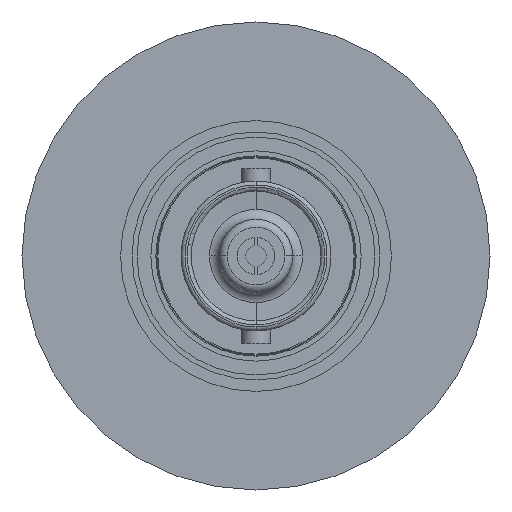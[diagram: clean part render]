
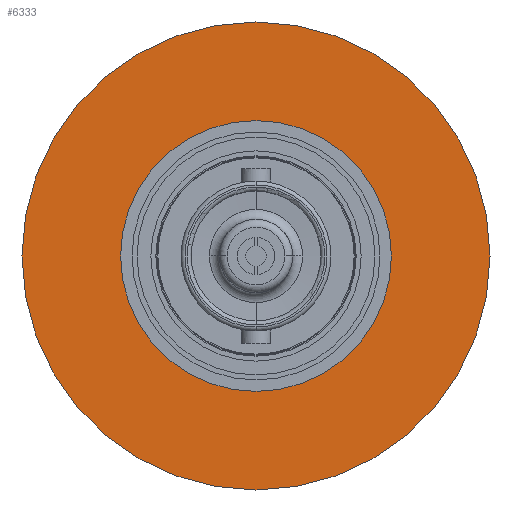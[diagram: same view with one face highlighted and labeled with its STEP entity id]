
A CAD part, left-side view. The second image highlights one B-rep face of the part: STEP entity #6333.
In plain terms, the highlighted planar face has unit normal (-1, 0, 0).
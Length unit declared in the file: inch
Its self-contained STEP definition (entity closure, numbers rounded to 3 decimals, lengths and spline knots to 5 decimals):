
#5 = ORIENTED_EDGE ( 'NONE', *, *, #3359, .T. ) ;
#6 = ORIENTED_EDGE ( 'NONE', *, *, #3061, .T. ) ;
#8 = ORIENTED_EDGE ( 'NONE', *, *, #1286, .F. ) ;
#9 = ORIENTED_EDGE ( 'NONE', *, *, #3337, .F. ) ;
#145 = EDGE_LOOP ( 'NONE', ( #5, #6 ) ) ;
#1067 = VERTEX_POINT ( 'NONE', #3156 ) ;
#1068 = VERTEX_POINT ( 'NONE', #3157 ) ;
#1092 = VERTEX_POINT ( 'NONE', #3181 ) ;
#1093 = VERTEX_POINT ( 'NONE', #3182 ) ;
#1286 = EDGE_CURVE ( 'NONE', #1067, #1092, #2705, .T. ) ;
#1682 = CARTESIAN_POINT ( 'NONE',  ( 0., 0., 0. ) ) ;
#1683 = DIRECTION ( 'NONE',  ( -1., 0., 0. ) ) ;
#1684 = DIRECTION ( 'NONE',  ( 0., 0., 1. ) ) ;
#1867 = CARTESIAN_POINT ( 'NONE',  ( 0., 0.59, 0. ) ) ;
#1879 = FACE_BOUND ( 'NONE', #5774, .T. ) ;
#1880 = FACE_OUTER_BOUND ( 'NONE', #145, .T. ) ;
#1881 = PLANE ( 'NONE',  #4887 ) ;
#1883 = DIRECTION ( 'NONE',  ( 1., 0., 0. ) ) ;
#1884 = DIRECTION ( 'NONE',  ( 0., 0., -1. ) ) ;
#2552 = CIRCLE ( 'NONE', #2580, 0.59 ) ;
#2580 = AXIS2_PLACEMENT_3D ( 'NONE', #1682, #1683, #1684 ) ;
#2705 = CIRCLE ( 'NONE', #2764, 0.3415 ) ;
#2764 = AXIS2_PLACEMENT_3D ( 'NONE', #3518, #3519, #3520 ) ;
#2825 = AXIS2_PLACEMENT_3D ( 'NONE', #6952, #6953, #6954 ) ;
#2852 = CIRCLE ( 'NONE', #2825, 0.3415 ) ;
#3061 = EDGE_CURVE ( 'NONE', #1093, #1068, #2552, .T. ) ;
#3156 = CARTESIAN_POINT ( 'NONE',  ( 0., 0., 0.3415 ) ) ;
#3157 = CARTESIAN_POINT ( 'NONE',  ( 0., 0., 0.59 ) ) ;
#3181 = CARTESIAN_POINT ( 'NONE',  ( 0., 0., -0.3415 ) ) ;
#3182 = CARTESIAN_POINT ( 'NONE',  ( 0., 0., -0.59 ) ) ;
#3337 = EDGE_CURVE ( 'NONE', #1092, #1067, #2852, .T. ) ;
#3359 = EDGE_CURVE ( 'NONE', #1068, #1093, #4846, .T. ) ;
#3518 = CARTESIAN_POINT ( 'NONE',  ( 0., 0., 0. ) ) ;
#3519 = DIRECTION ( 'NONE',  ( -1., 0., 0. ) ) ;
#3520 = DIRECTION ( 'NONE',  ( 0., 0., 1. ) ) ;
#4839 = AXIS2_PLACEMENT_3D ( 'NONE', #7018, #7019, #7020 ) ;
#4846 = CIRCLE ( 'NONE', #4839, 0.59 ) ;
#4887 = AXIS2_PLACEMENT_3D ( 'NONE', #1867, #1883, #1884 ) ;
#5774 = EDGE_LOOP ( 'NONE', ( #8, #9 ) ) ;
#6333 = ADVANCED_FACE ( 'NONE', ( #1879, #1880 ), #1881, .F. ) ;
#6952 = CARTESIAN_POINT ( 'NONE',  ( 0., 0., 0. ) ) ;
#6953 = DIRECTION ( 'NONE',  ( -1., 0., 0. ) ) ;
#6954 = DIRECTION ( 'NONE',  ( 0., 0., 1. ) ) ;
#7018 = CARTESIAN_POINT ( 'NONE',  ( 0., 0., 0. ) ) ;
#7019 = DIRECTION ( 'NONE',  ( -1., 0., 0. ) ) ;
#7020 = DIRECTION ( 'NONE',  ( 0., 0., 1. ) ) ;
